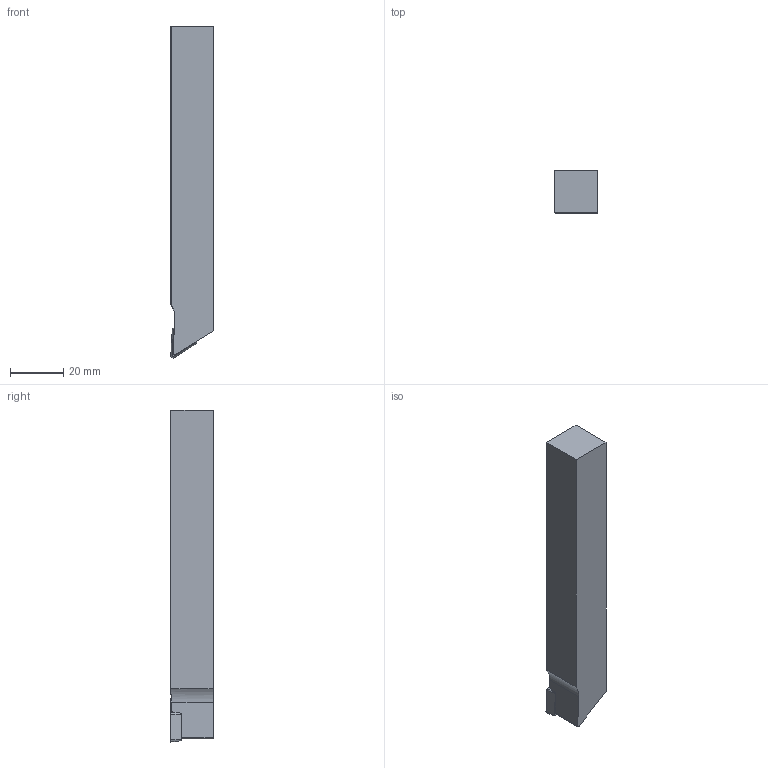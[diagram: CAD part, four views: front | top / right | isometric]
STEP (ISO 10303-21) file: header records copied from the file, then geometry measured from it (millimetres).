
FILE_DESCRIPTION(/* description */ (''),/* implementation_level */ '2;1');
FILE_NAME(/* name */ '1582709908436.stp',/* time_stamp */ '2020-02-26T10:38:32+01:00',/* author */ (''),/* organization */ ('SMS'),/* preprocessor_version */ 'ST-DEVELOPER v16.7',/* originating_system */ 'SIEMENS PLM Software NX 12.0',/* authorisation */ '');
FILE_SCHEMA (('AUTOMOTIVE_DESIGN { 1 0 10303 214 3 1 1 1 }'));
Length unit declared in the file: millimetre
Products named in the file (4): ASSEMBLY_CONSTRUCTION; IsoTurningInsert; 202877835mod000_00; 202877492mod000_00
Assembly tree (3 placements, depth 2):
  202877492mod000_00
    202877835mod000_00
    IsoTurningInsert
    ASSEMBLY_CONSTRUCTION
Bounding box: 15.95 x 16 x 125 mm (x, y, z)
Volume: 30045.4 mm3; surface area: 8553.1 mm2
Topology: 2 solids, 2 shells, 33 faces, 83 edges, 61 vertices
Faces by surface type: plane 19, cone 7, cylinder 4, torus 3
Full cylindrical faces by diameter (mm): 4.4 x2
Entity records: 1181 total; most frequent: CARTESIAN_POINT 238, DIRECTION 183, ORIENTED_EDGE 144, EDGE_CURVE 72, AXIS2_PLACEMENT_3D 68, VERTEX_POINT 51, LINE 47, VECTOR 47
